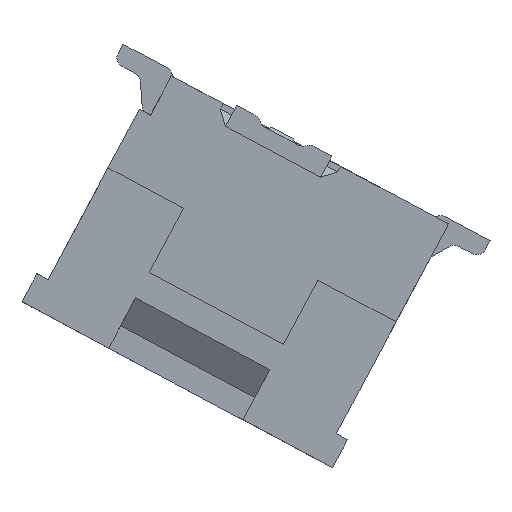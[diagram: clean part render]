
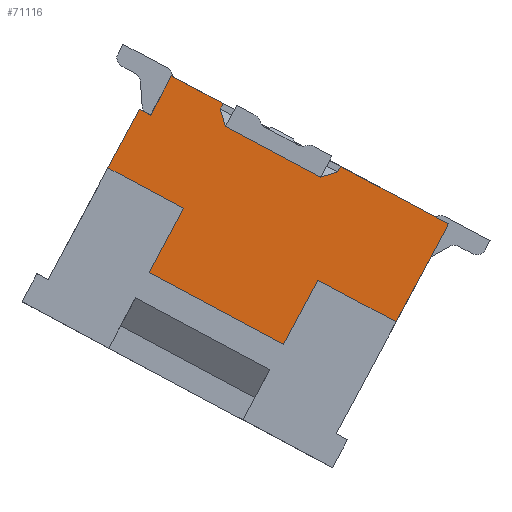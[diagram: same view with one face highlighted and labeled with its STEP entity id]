
A CAD part, front view. The second image highlights one B-rep face of the part: STEP entity #71116.
In plain terms, the highlighted planar face has unit normal (0, -1, 0).
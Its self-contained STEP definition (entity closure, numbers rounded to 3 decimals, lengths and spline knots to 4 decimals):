
#2543 = VECTOR ( 'NONE', #22730, 1000. ) ;
#3579 = CARTESIAN_POINT ( 'NONE',  ( 6.7414, -2.2, 1.6518 ) ) ;
#3665 = VERTEX_POINT ( 'NONE', #46250 ) ;
#4201 = CARTESIAN_POINT ( 'NONE',  ( 6.6942, -2.2, 1.5636 ) ) ;
#7196 = VECTOR ( 'NONE', #27036, 1000. ) ;
#8621 = CARTESIAN_POINT ( 'NONE',  ( 8.2424, -2.2, -1.1087 ) ) ;
#9681 = CARTESIAN_POINT ( 'NONE',  ( 7.6895, -2.2, -2.1432 ) ) ;
#9710 = CARTESIAN_POINT ( 'NONE',  ( 9.4909, -2.2, -1.8021 ) ) ;
#10440 = ORIENTED_EDGE ( 'NONE', *, *, #71443, .F. ) ;
#11555 = EDGE_CURVE ( 'NONE', #109838, #76646, #28512, .T. ) ;
#14300 = VERTEX_POINT ( 'NONE', #97366 ) ;
#17871 = CARTESIAN_POINT ( 'NONE',  ( 10.2912, -2.2, -0.2455 ) ) ;
#18048 = CARTESIAN_POINT ( 'NONE',  ( 8.5562, -2.2, 0.5767 ) ) ;
#18699 = CARTESIAN_POINT ( 'NONE',  ( 8.5934, -2.2, 0.6619 ) ) ;
#19325 = ORIENTED_EDGE ( 'NONE', *, *, #87828, .F. ) ;
#20485 = VECTOR ( 'NONE', #90429, 1000. ) ;
#21563 = ORIENTED_EDGE ( 'NONE', *, *, #45842, .F. ) ;
#22730 = DIRECTION ( 'NONE',  ( 0.471, 0., 0.882 ) ) ;
#23162 = ORIENTED_EDGE ( 'NONE', *, *, #62321, .T. ) ;
#23299 = EDGE_CURVE ( 'NONE', #107529, #84002, #73541, .T. ) ;
#23946 = DIRECTION ( 'NONE',  ( 0.471, 0., 0.882 ) ) ;
#27036 = DIRECTION ( 'NONE',  ( 0.957, 0., 0.29 ) ) ;
#27296 = DIRECTION ( 'NONE',  ( 0.882, 0., -0.471 ) ) ;
#28512 = LINE ( 'NONE', #48652, #70902 ) ;
#29435 = AXIS2_PLACEMENT_3D ( 'NONE', #66987, #48154, #59673 ) ;
#29634 = LINE ( 'NONE', #78840, #30874 ) ;
#30874 = VECTOR ( 'NONE', #117826, 1000. ) ;
#31482 = CARTESIAN_POINT ( 'NONE',  ( 9.4663, -2.2, -1.7889 ) ) ;
#35361 = LINE ( 'NONE', #9710, #76484 ) ;
#37235 = DIRECTION ( 'NONE',  ( 0.882, 0., -0.471 ) ) ;
#37309 = EDGE_CURVE ( 'NONE', #74020, #75035, #100442, .T. ) ;
#38001 = CARTESIAN_POINT ( 'NONE',  ( 4.9243, -2.2, 0.6387 ) ) ;
#38381 = LINE ( 'NONE', #84149, #80759 ) ;
#38958 = DIRECTION ( 'NONE',  ( -0.882, 0., 0.471 ) ) ;
#41585 = EDGE_CURVE ( 'NONE', #92726, #63991, #48162, .T. ) ;
#41725 = VECTOR ( 'NONE', #23946, 1000. ) ;
#42969 = VERTEX_POINT ( 'NONE', #70067 ) ;
#42970 = LINE ( 'NONE', #104315, #41725 ) ;
#44345 = LINE ( 'NONE', #59729, #45153 ) ;
#45153 = VECTOR ( 'NONE', #101168, 1000. ) ;
#45842 = EDGE_CURVE ( 'NONE', #84002, #55016, #29634, .T. ) ;
#46250 = CARTESIAN_POINT ( 'NONE',  ( 8.2315, -2.2, -1.129 ) ) ;
#48154 = DIRECTION ( 'NONE',  ( 0., 1., 0. ) ) ;
#48162 = LINE ( 'NONE', #18048, #7196 ) ;
#48350 = VERTEX_POINT ( 'NONE', #89679 ) ;
#48652 = CARTESIAN_POINT ( 'NONE',  ( 7.7318, -2.2, -2.1658 ) ) ;
#50313 = EDGE_CURVE ( 'NONE', #42969, #123004, #106891, .T. ) ;
#51324 = CARTESIAN_POINT ( 'NONE',  ( 5.3284, -2.2, 1.6133 ) ) ;
#54468 = VECTOR ( 'NONE', #27296, 1000. ) ;
#54848 = CARTESIAN_POINT ( 'NONE',  ( 5.5728, -2.2, -1.0119 ) ) ;
#55016 = VERTEX_POINT ( 'NONE', #4201 ) ;
#57706 = VERTEX_POINT ( 'NONE', #31482 ) ;
#59108 = EDGE_CURVE ( 'NONE', #75779, #92726, #81494, .T. ) ;
#59673 = DIRECTION ( 'NONE',  ( 1., 0., 0. ) ) ;
#59729 = CARTESIAN_POINT ( 'NONE',  ( 3.7058, -2.2, -1.6411 ) ) ;
#59741 = EDGE_CURVE ( 'NONE', #63991, #74020, #42970, .T. ) ;
#62274 = LINE ( 'NONE', #101167, #20485 ) ;
#62321 = EDGE_CURVE ( 'NONE', #48350, #123004, #44345, .T. ) ;
#63991 = VERTEX_POINT ( 'NONE', #101352 ) ;
#64163 = EDGE_CURVE ( 'NONE', #57706, #3665, #35361, .T. ) ;
#65213 = ORIENTED_EDGE ( 'NONE', *, *, #37309, .F. ) ;
#66987 = CARTESIAN_POINT ( 'NONE',  ( 3.615, -2.2, -1.5925 ) ) ;
#67223 = ORIENTED_EDGE ( 'NONE', *, *, #77801, .F. ) ;
#69978 = ORIENTED_EDGE ( 'NONE', *, *, #41585, .F. ) ;
#70067 = CARTESIAN_POINT ( 'NONE',  ( 6.1149, -2.2, 0.0023 ) ) ;
#70902 = VECTOR ( 'NONE', #116877, 1000. ) ;
#71116 = ADVANCED_FACE ( 'NONE', ( #93526 ), #106750, .F. ) ;
#71443 = EDGE_CURVE ( 'NONE', #3665, #109838, #95000, .T. ) ;
#73217 = CARTESIAN_POINT ( 'NONE',  ( 5.9256, -2.2, 2.0878 ) ) ;
#73541 = LINE ( 'NONE', #101015, #117201 ) ;
#74020 = VERTEX_POINT ( 'NONE', #18699 ) ;
#74440 = DIRECTION ( 'NONE',  ( 0.29, 0., -0.957 ) ) ;
#75035 = VERTEX_POINT ( 'NONE', #17871 ) ;
#75330 = CARTESIAN_POINT ( 'NONE',  ( 8.3056, -2.2, 0.4756 ) ) ;
#75779 = VERTEX_POINT ( 'NONE', #92300 ) ;
#76484 = VECTOR ( 'NONE', #38958, 1000. ) ;
#76646 = VERTEX_POINT ( 'NONE', #54848 ) ;
#77194 = DIRECTION ( 'NONE',  ( 0.882, 0., -0.471 ) ) ;
#77801 = EDGE_CURVE ( 'NONE', #75035, #57706, #96402, .T. ) ;
#78840 = CARTESIAN_POINT ( 'NONE',  ( 6.6894, -2.2, 1.5545 ) ) ;
#80759 = VECTOR ( 'NONE', #74440, 1000. ) ;
#81160 = ORIENTED_EDGE ( 'NONE', *, *, #64163, .F. ) ;
#81408 = ORIENTED_EDGE ( 'NONE', *, *, #11555, .F. ) ;
#81494 = LINE ( 'NONE', #75330, #82539 ) ;
#82539 = VECTOR ( 'NONE', #37235, 1000. ) ;
#82801 = LINE ( 'NONE', #102240, #2543 ) ;
#83864 = DIRECTION ( 'NONE',  ( -0.882, 0., 0.471 ) ) ;
#84002 = VERTEX_POINT ( 'NONE', #3579 ) ;
#84149 = CARTESIAN_POINT ( 'NONE',  ( 6.7794, -2.2, 1.283 ) ) ;
#87294 = DIRECTION ( 'NONE',  ( -0.471, 0., -0.882 ) ) ;
#87489 = LINE ( 'NONE', #51324, #91039 ) ;
#87828 = EDGE_CURVE ( 'NONE', #48350, #14300, #87489, .T. ) ;
#89679 = CARTESIAN_POINT ( 'NONE',  ( 5.4192, -2.2, 1.5647 ) ) ;
#90429 = DIRECTION ( 'NONE',  ( 0.471, 0., 0.882 ) ) ;
#91039 = VECTOR ( 'NONE', #77194, 1000. ) ;
#91298 = ORIENTED_EDGE ( 'NONE', *, *, #96319, .F. ) ;
#91957 = DIRECTION ( 'NONE',  ( 0.882, 0., -0.471 ) ) ;
#92252 = ORIENTED_EDGE ( 'NONE', *, *, #50313, .F. ) ;
#92300 = CARTESIAN_POINT ( 'NONE',  ( 6.7764, -2.2, 1.2929 ) ) ;
#92726 = VERTEX_POINT ( 'NONE', #108512 ) ;
#93526 = FACE_OUTER_BOUND ( 'NONE', #101200, .T. ) ;
#95000 = LINE ( 'NONE', #8621, #97967 ) ;
#95750 = ORIENTED_EDGE ( 'NONE', *, *, #59741, .F. ) ;
#96319 = EDGE_CURVE ( 'NONE', #14300, #107529, #82801, .T. ) ;
#96402 = LINE ( 'NONE', #104957, #98325 ) ;
#97366 = CARTESIAN_POINT ( 'NONE',  ( 5.5956, -2.2, 1.4705 ) ) ;
#97967 = VECTOR ( 'NONE', #87294, 1000. ) ;
#98325 = VECTOR ( 'NONE', #114606, 1000. ) ;
#98689 = EDGE_CURVE ( 'NONE', #55016, #75779, #38381, .T. ) ;
#99828 = ORIENTED_EDGE ( 'NONE', *, *, #23299, .F. ) ;
#100442 = LINE ( 'NONE', #106015, #54468 ) ;
#101015 = CARTESIAN_POINT ( 'NONE',  ( 5.8383, -2.2, 2.1345 ) ) ;
#101167 = CARTESIAN_POINT ( 'NONE',  ( 5.562, -2.2, -1.0322 ) ) ;
#101168 = DIRECTION ( 'NONE',  ( -0.471, 0., -0.882 ) ) ;
#101200 = EDGE_LOOP ( 'NONE', ( #91298, #19325, #23162, #92252, #118252, #81408, #10440, #81160, #67223, #65213, #95750, #69978, #121426, #102161, #21563, #99828 ) ) ;
#101352 = CARTESIAN_POINT ( 'NONE',  ( 8.5463, -2.2, 0.5737 ) ) ;
#102161 = ORIENTED_EDGE ( 'NONE', *, *, #98689, .F. ) ;
#102240 = CARTESIAN_POINT ( 'NONE',  ( 5.589, -2.2, 1.4581 ) ) ;
#104314 = CARTESIAN_POINT ( 'NONE',  ( 6.1387, -2.2, -0.0104 ) ) ;
#104315 = CARTESIAN_POINT ( 'NONE',  ( 8.5983, -2.2, 0.671 ) ) ;
#104957 = CARTESIAN_POINT ( 'NONE',  ( 10.3312, -2.2, -0.1705 ) ) ;
#106015 = CARTESIAN_POINT ( 'NONE',  ( 5.8383, -2.2, 2.1345 ) ) ;
#106750 = PLANE ( 'NONE',  #29435 ) ;
#106891 = LINE ( 'NONE', #104314, #108138 ) ;
#107529 = VERTEX_POINT ( 'NONE', #73217 ) ;
#108138 = VECTOR ( 'NONE', #83864, 1000. ) ;
#108512 = CARTESIAN_POINT ( 'NONE',  ( 8.2756, -2.2, 0.4916 ) ) ;
#109838 = VERTEX_POINT ( 'NONE', #9681 ) ;
#114606 = DIRECTION ( 'NONE',  ( -0.471, 0., -0.882 ) ) ;
#114626 = EDGE_CURVE ( 'NONE', #76646, #42969, #62274, .T. ) ;
#116877 = DIRECTION ( 'NONE',  ( -0.882, 0., 0.471 ) ) ;
#117201 = VECTOR ( 'NONE', #91957, 1000. ) ;
#117826 = DIRECTION ( 'NONE',  ( -0.471, 0., -0.882 ) ) ;
#118252 = ORIENTED_EDGE ( 'NONE', *, *, #114626, .F. ) ;
#121426 = ORIENTED_EDGE ( 'NONE', *, *, #59108, .F. ) ;
#123004 = VERTEX_POINT ( 'NONE', #38001 ) ;
